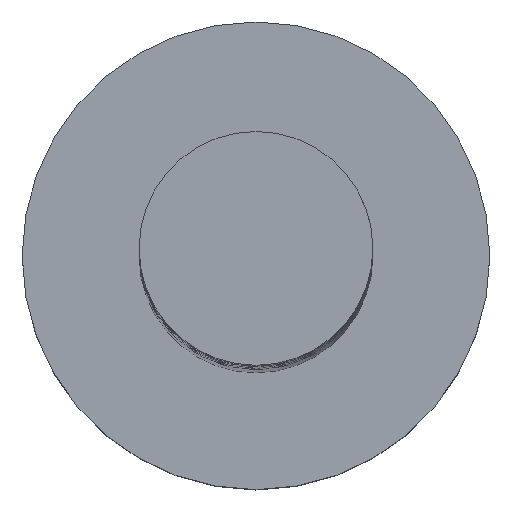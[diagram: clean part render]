
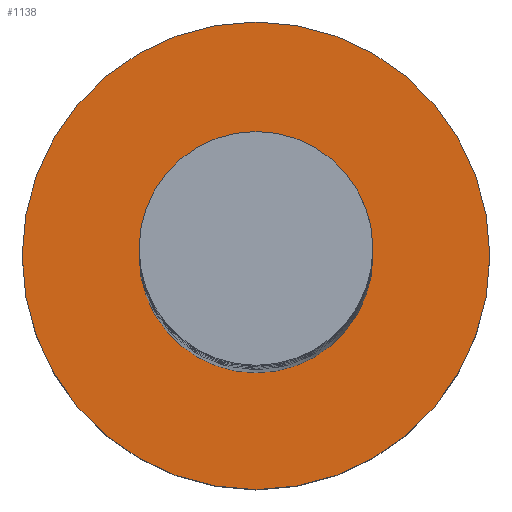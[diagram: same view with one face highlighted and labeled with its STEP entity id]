
A CAD part, top view. The second image highlights one B-rep face of the part: STEP entity #1138.
In plain terms, the highlighted planar face has unit normal (0, 0, 1).
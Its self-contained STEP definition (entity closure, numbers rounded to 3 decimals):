
#2 = AXIS2_PLACEMENT_3D ( 'NONE', #1382, #1007, #50 ) ;
#20 = ORIENTED_EDGE ( 'NONE', *, *, #871, .T. ) ;
#50 = DIRECTION ( 'NONE',  ( 1., 0., 0. ) ) ;
#56 = DIRECTION ( 'NONE',  ( 1., 0., 0. ) ) ;
#62 = PLANE ( 'NONE',  #144 ) ;
#144 = AXIS2_PLACEMENT_3D ( 'NONE', #1150, #1512, #56 ) ;
#145 = VERTEX_POINT ( 'NONE', #406 ) ;
#163 = AXIS2_PLACEMENT_3D ( 'NONE', #1195, #732, #637 ) ;
#235 = DIRECTION ( 'NONE',  ( 0., 0., 1. ) ) ;
#254 = CARTESIAN_POINT ( 'NONE',  ( -6., 0., 5. ) ) ;
#275 = EDGE_CURVE ( 'NONE', #1368, #145, #789, .T. ) ;
#287 = CIRCLE ( 'NONE', #609, 3. ) ;
#320 = DIRECTION ( 'NONE',  ( 1., 0., 0. ) ) ;
#349 = CARTESIAN_POINT ( 'NONE',  ( 0., 0., 5. ) ) ;
#371 = DIRECTION ( 'NONE',  ( 1., 0., 0. ) ) ;
#406 = CARTESIAN_POINT ( 'NONE',  ( 6., 0., 5. ) ) ;
#410 = VERTEX_POINT ( 'NONE', #923 ) ;
#543 = CARTESIAN_POINT ( 'NONE',  ( -3., 0., 5. ) ) ;
#556 = ORIENTED_EDGE ( 'NONE', *, *, #969, .F. ) ;
#568 = DIRECTION ( 'NONE',  ( 0., 0., 1. ) ) ;
#609 = AXIS2_PLACEMENT_3D ( 'NONE', #1221, #235, #371 ) ;
#637 = DIRECTION ( 'NONE',  ( 1., 0., 0. ) ) ;
#711 = EDGE_LOOP ( 'NONE', ( #1312, #556 ) ) ;
#732 = DIRECTION ( 'NONE',  ( 0., 0., 1. ) ) ;
#789 = CIRCLE ( 'NONE', #1569, 6. ) ;
#871 = EDGE_CURVE ( 'NONE', #145, #1368, #902, .T. ) ;
#902 = CIRCLE ( 'NONE', #163, 6. ) ;
#923 = CARTESIAN_POINT ( 'NONE',  ( 3., 0., 5. ) ) ;
#924 = ORIENTED_EDGE ( 'NONE', *, *, #275, .T. ) ;
#969 = EDGE_CURVE ( 'NONE', #410, #1142, #1328, .T. ) ;
#1007 = DIRECTION ( 'NONE',  ( 0., 0., 1. ) ) ;
#1015 = FACE_BOUND ( 'NONE', #711, .T. ) ;
#1119 = EDGE_LOOP ( 'NONE', ( #924, #20 ) ) ;
#1138 = ADVANCED_FACE ( 'NONE', ( #1015, #1157 ), #62, .T. ) ;
#1142 = VERTEX_POINT ( 'NONE', #543 ) ;
#1150 = CARTESIAN_POINT ( 'NONE',  ( 0., 0., 5. ) ) ;
#1157 = FACE_OUTER_BOUND ( 'NONE', #1119, .T. ) ;
#1195 = CARTESIAN_POINT ( 'NONE',  ( 0., 0., 5. ) ) ;
#1221 = CARTESIAN_POINT ( 'NONE',  ( 0., 0., 5. ) ) ;
#1312 = ORIENTED_EDGE ( 'NONE', *, *, #1496, .F. ) ;
#1328 = CIRCLE ( 'NONE', #2, 3. ) ;
#1368 = VERTEX_POINT ( 'NONE', #254 ) ;
#1382 = CARTESIAN_POINT ( 'NONE',  ( 0., 0., 5. ) ) ;
#1496 = EDGE_CURVE ( 'NONE', #1142, #410, #287, .T. ) ;
#1512 = DIRECTION ( 'NONE',  ( 0., 0., 1. ) ) ;
#1569 = AXIS2_PLACEMENT_3D ( 'NONE', #349, #568, #320 ) ;
